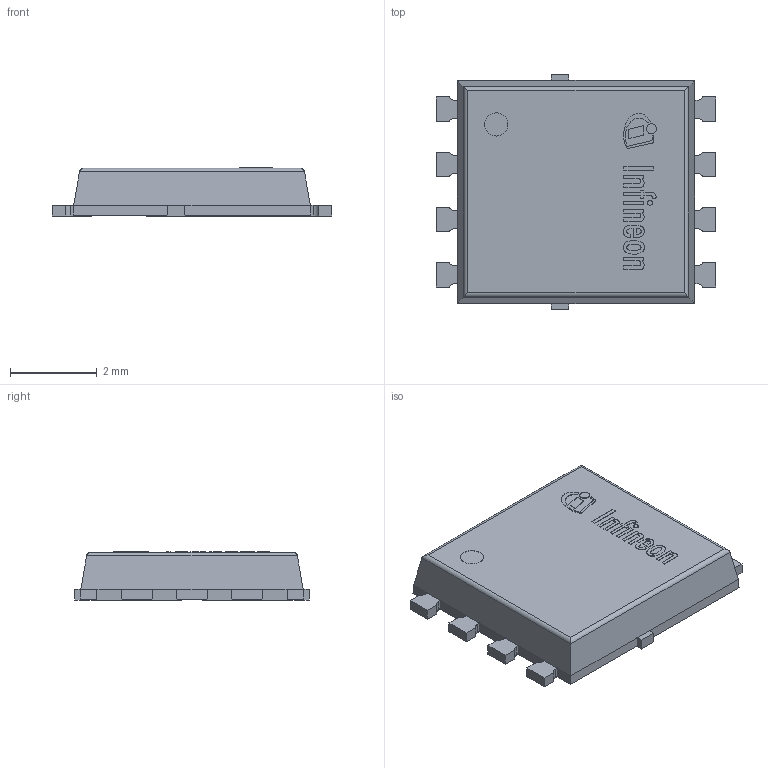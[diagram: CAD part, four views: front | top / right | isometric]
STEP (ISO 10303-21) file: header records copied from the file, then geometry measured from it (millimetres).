
FILE_DESCRIPTION(/* description */ (''),/* implementation_level */ '2;1');
FILE_NAME(/* name */ 'PG-TDSON-8-60_Z8B00221225_V01_3D.stp',/* time_stamp */ '2021-11-26T12:43:13+05:00',/* author */ ('janartha'),/* organization */ (''),/* preprocessor_version */ 'ST-DEVELOPER v16.13',/* originating_system */ 'AutoCAD Mechanical',/* authorisation */ '');
FILE_SCHEMA (('AUTOMOTIVE_DESIGN { 1 0 10303 214 3 1 1 }'));
Length unit declared in the file: millimetre
Products named in the file (1): Product
Bounding box: 6.44 x 5.41 x 1.11 mm (x, y, z)
Volume: 33.1 mm3; surface area: 121.6 mm2
Topology: 20 solids, 20 shells, 259 faces, 646 edges, 428 vertices
Faces by surface type: plane 203, cylinder 38, bspline 18
Full cylindrical faces by diameter (mm): 0.114 x1, 0.23 x1, 0.535 x2
Entity records: 7843 total; most frequent: CARTESIAN_POINT 1736, ORIENTED_EDGE 1284, DIRECTION 1162, EDGE_CURVE 642, LINE 534, VECTOR 534, VERTEX_POINT 428, AXIS2_PLACEMENT_3D 314
